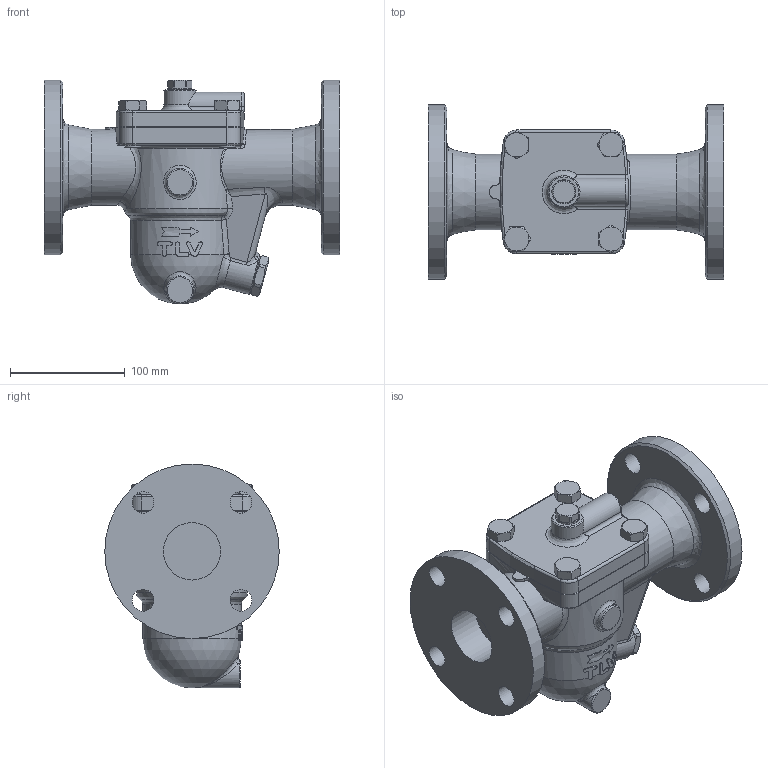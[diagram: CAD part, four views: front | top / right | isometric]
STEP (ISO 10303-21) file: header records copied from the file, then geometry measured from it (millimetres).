
FILE_DESCRIPTION((''),'2;1');
FILE_NAME('j5x00-050-a0125-00.stp','2009-10-30T11:30:09',('nakaot'),(''),'Autodesk Inventor 2008','Autodesk Inventor 2008','');
FILE_SCHEMA(('AUTOMOTIVE_DESIGN { 1 0 10303 214 1 1 1 1 }'));
Length unit declared in the file: millimetre
Products named in the file (1): j5x00-050-a0125-00
Bounding box: 257 x 152 x 195 mm (x, y, z)
Volume: 2212184.1 mm3; surface area: 207384.4 mm2
Topology: 1 solids, 1 shells, 330 faces, 821 edges, 503 vertices
Faces by surface type: plane 97, bspline 87, cylinder 66, cone 62, torus 17, sphere 1
Full cylindrical faces by diameter (mm): 14 x8, 21 x1, 24 x1, 28 x1, 50 x2, 66 x2, 77 x1, 152 x2
Entity records: 21480 total; most frequent: CARTESIAN_POINT 14687, ORIENTED_EDGE 1484, DIRECTION 1272, EDGE_CURVE 742, AXIS2_PLACEMENT_3D 563, VERTEX_POINT 474, EDGE_LOOP 414, FACE_OUTER_BOUND 330
